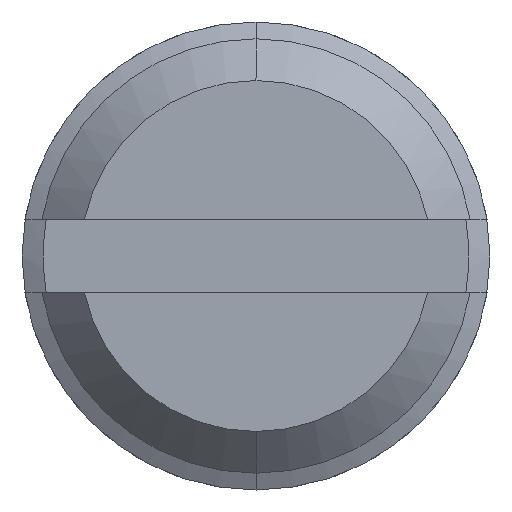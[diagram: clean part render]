
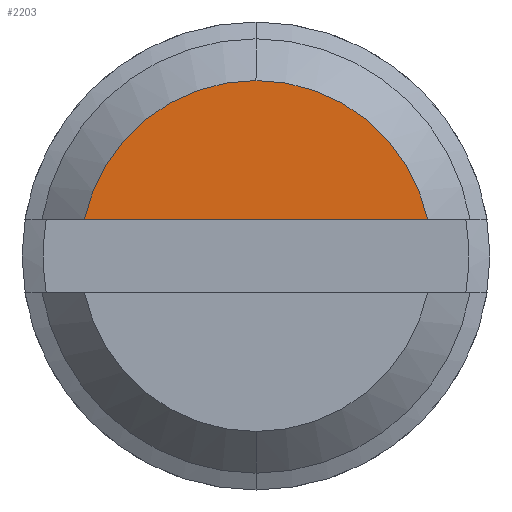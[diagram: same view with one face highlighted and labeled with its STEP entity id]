
A CAD part, left-side view. The second image highlights one B-rep face of the part: STEP entity #2203.
In plain terms, the highlighted planar face has unit normal (-1, 0, 0).
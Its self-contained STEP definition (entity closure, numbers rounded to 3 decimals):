
#1137=EDGE_CURVE('',#1461,#2465,#3032,.T.);
#1461=VERTEX_POINT('',#3395);
#1915=VERTEX_POINT('',#3901);
#2203=ADVANCED_FACE('',(#4226),#4227,.T.);
#2389=EDGE_CURVE('',#1461,#1915,#4435,.T.);
#2465=VERTEX_POINT('',#4520);
#2673=EDGE_CURVE('',#2465,#1915,#4758,.T.);
#3032=CIRCLE('',#5220,6.);
#3395=CARTESIAN_POINT('',(0.,5.868,1.25));
#3901=CARTESIAN_POINT('',(0.,-5.868,1.25));
#4226=FACE_OUTER_BOUND('',#6976,.T.);
#4227=PLANE('',#6977);
#4435=LINE('',#7250,#7251);
#4520=CARTESIAN_POINT('',(0.,0.,6.));
#4758=CIRCLE('',#7730,6.);
#5220=AXIS2_PLACEMENT_3D('',#8232,#8233,#8234);
#6976=EDGE_LOOP('',(#9843,#9844,#9845));
#6977=AXIS2_PLACEMENT_3D('',#9846,#9847,#9848);
#7250=CARTESIAN_POINT('',(0.,-4.,1.25));
#7251=VECTOR('',#10137,1.0);
#7730=AXIS2_PLACEMENT_3D('',#10591,#10592,#10593);
#8232=CARTESIAN_POINT('',(0.,0.,0.));
#8233=DIRECTION('',(1.0,0.,0.));
#8234=DIRECTION('',(0.,0.,-1.0));
#9843=ORIENTED_EDGE('',*,*,#2389,.T.);
#9844=ORIENTED_EDGE('',*,*,#2673,.F.);
#9845=ORIENTED_EDGE('',*,*,#1137,.F.);
#9846=CARTESIAN_POINT('',(0.,0.,-3.));
#9847=DIRECTION('',(-1.0,0.,0.));
#9848=DIRECTION('',(0.,0.,-1.0));
#10137=DIRECTION('',(0.,-1.0,0.0));
#10591=CARTESIAN_POINT('',(0.,0.,0.));
#10592=DIRECTION('',(1.0,0.,0.));
#10593=DIRECTION('',(0.,0.,-1.0));
